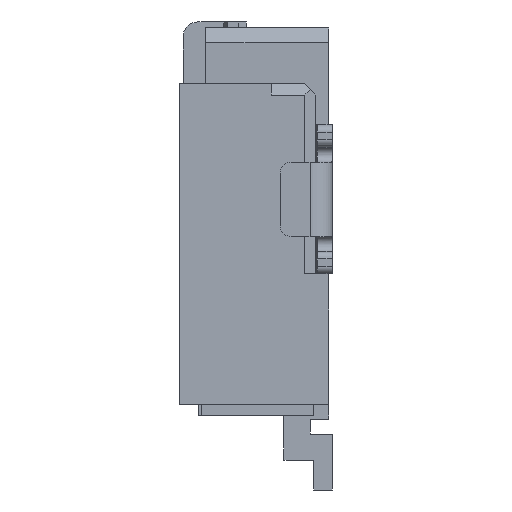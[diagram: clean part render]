
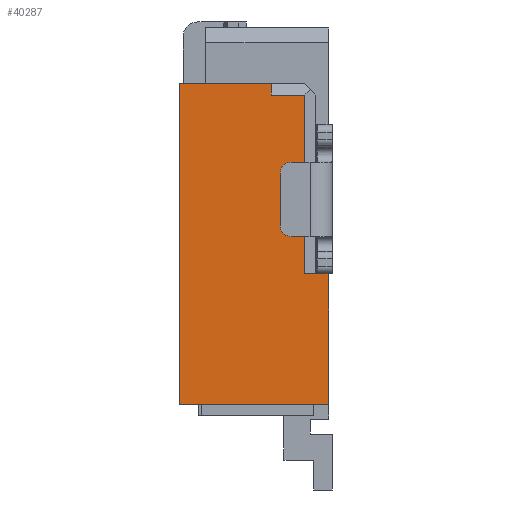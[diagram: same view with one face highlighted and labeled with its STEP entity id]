
A CAD part, left-side view. The second image highlights one B-rep face of the part: STEP entity #40287.
In plain terms, the highlighted planar face has unit normal (-1, 0, 0).
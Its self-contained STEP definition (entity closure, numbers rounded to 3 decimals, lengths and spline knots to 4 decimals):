
#4=DIRECTION('',(0.,-1.,0.));
#5=VECTOR('',#4,0.15);
#6=CARTESIAN_POINT('',(-15.65,-0.552,-3.38));
#7=LINE('',#6,#5);
#12=DIRECTION('',(0.,0.,-1.));
#13=VECTOR('',#12,1.75);
#14=CARTESIAN_POINT('',(-15.65,-0.702,-3.38));
#15=LINE('',#14,#13);
#19=DIRECTION('',(0.,1.,0.));
#20=VECTOR('',#19,2.);
#21=CARTESIAN_POINT('',(-15.65,-0.702,-5.13));
#22=LINE('',#21,#20);
#26=DIRECTION('',(0.,0.,1.));
#27=VECTOR('',#26,4.3);
#28=CARTESIAN_POINT('',(-15.65,1.298,-5.13));
#29=LINE('',#28,#27);
#33=DIRECTION('',(0.,-1.,0.));
#34=VECTOR('',#33,1.23);
#35=CARTESIAN_POINT('',(-15.65,1.298,-0.83));
#36=LINE('',#35,#34);
#40=DIRECTION('',(0.,0.,1.));
#41=VECTOR('',#40,0.15);
#42=CARTESIAN_POINT('',(-15.65,0.068,-0.98));
#43=LINE('',#42,#41);
#47=DIRECTION('',(0.,1.,0.));
#48=VECTOR('',#47,0.45);
#49=CARTESIAN_POINT('',(-15.65,-0.382,-0.98));
#50=LINE('',#49,#48);
#54=DIRECTION('',(0.,0.,1.));
#55=VECTOR('',#54,2.4);
#56=CARTESIAN_POINT('',(-15.65,-0.382,-3.38));
#57=LINE('',#56,#55);
#61=DIRECTION('',(0.,-1.,0.));
#62=VECTOR('',#61,0.17);
#63=CARTESIAN_POINT('',(-15.65,-0.382,-3.38));
#64=LINE('',#63,#62);
#33952=CARTESIAN_POINT('',(-15.65,-0.702,-5.13));
#33953=CARTESIAN_POINT('',(-15.65,1.298,-5.13));
#33954=VERTEX_POINT('',#33952);
#33955=VERTEX_POINT('',#33953);
#33956=CARTESIAN_POINT('',(-15.65,1.298,-0.83));
#33957=VERTEX_POINT('',#33956);
#34052=CARTESIAN_POINT('',(-15.65,-0.382,-3.38));
#34053=VERTEX_POINT('',#34052);
#34124=CARTESIAN_POINT('',(-15.65,0.068,-0.98));
#34125=CARTESIAN_POINT('',(-15.65,0.068,-0.83));
#34126=VERTEX_POINT('',#34124);
#34127=VERTEX_POINT('',#34125);
#34128=CARTESIAN_POINT('',(-15.65,-0.382,-0.98));
#34129=VERTEX_POINT('',#34128);
#34198=CARTESIAN_POINT('',(-15.65,-0.552,-3.38));
#34199=CARTESIAN_POINT('',(-15.65,-0.702,-3.38));
#34200=VERTEX_POINT('',#34198);
#34201=VERTEX_POINT('',#34199);
#40262=CARTESIAN_POINT('',(-15.65,0.,0.));
#40263=DIRECTION('',(1.,0.,0.));
#40264=DIRECTION('',(0.,0.,-1.));
#40265=AXIS2_PLACEMENT_3D('',#40262,#40263,#40264);
#40266=PLANE('',#40265);
#40268=ORIENTED_EDGE('',*,*,#40267,.T.);
#40270=ORIENTED_EDGE('',*,*,#40269,.T.);
#40272=ORIENTED_EDGE('',*,*,#40271,.T.);
#40274=ORIENTED_EDGE('',*,*,#40273,.T.);
#40276=ORIENTED_EDGE('',*,*,#40275,.T.);
#40278=ORIENTED_EDGE('',*,*,#40277,.F.);
#40280=ORIENTED_EDGE('',*,*,#40279,.F.);
#40282=ORIENTED_EDGE('',*,*,#40281,.F.);
#40284=ORIENTED_EDGE('',*,*,#40283,.T.);
#40285=EDGE_LOOP('',(#40268,#40270,#40272,#40274,#40276,#40278,#40280,#40282,
#40284));
#40286=FACE_OUTER_BOUND('',#40285,.F.);
#40267=EDGE_CURVE('',#34200,#34201,#7,.T.);
#40269=EDGE_CURVE('',#34201,#33954,#15,.T.);
#40271=EDGE_CURVE('',#33954,#33955,#22,.T.);
#40273=EDGE_CURVE('',#33955,#33957,#29,.T.);
#40275=EDGE_CURVE('',#33957,#34127,#36,.T.);
#40277=EDGE_CURVE('',#34126,#34127,#43,.T.);
#40279=EDGE_CURVE('',#34129,#34126,#50,.T.);
#40281=EDGE_CURVE('',#34053,#34129,#57,.T.);
#40283=EDGE_CURVE('',#34053,#34200,#64,.T.);
#40287=ADVANCED_FACE('',(#40286),#40266,.F.);
